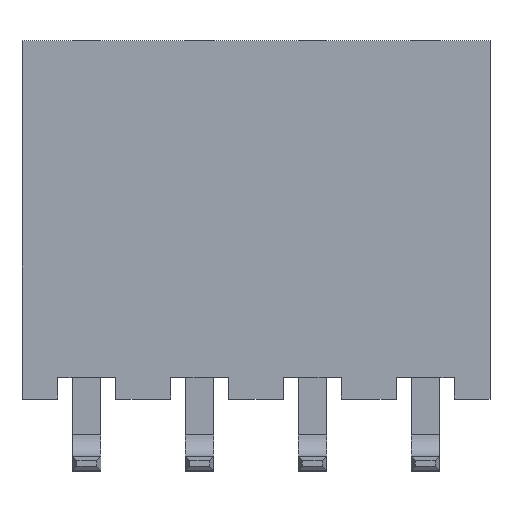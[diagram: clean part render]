
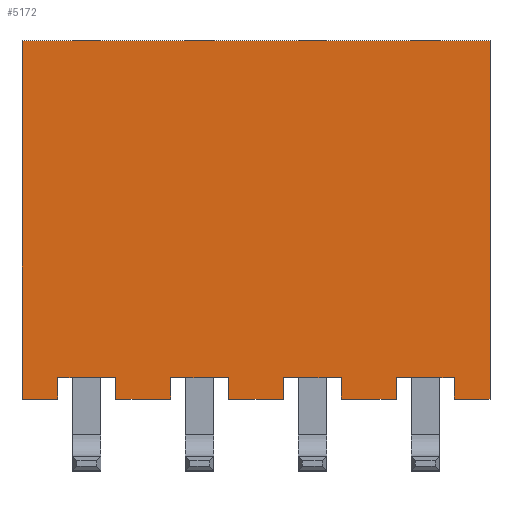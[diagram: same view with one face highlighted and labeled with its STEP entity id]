
A CAD part, top view. The second image highlights one B-rep face of the part: STEP entity #5172.
In plain terms, the highlighted planar face has unit normal (0, 0, 1).
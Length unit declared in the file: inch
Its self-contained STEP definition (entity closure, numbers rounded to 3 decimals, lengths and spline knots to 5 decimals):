
#1179=ORIENTED_EDGE('',*,*,#2114,.F.);
#1180=ORIENTED_EDGE('',*,*,#2062,.T.);
#1181=ORIENTED_EDGE('',*,*,#2115,.F.);
#1182=ORIENTED_EDGE('',*,*,#2116,.F.);
#1183=ORIENTED_EDGE('',*,*,#2117,.T.);
#1184=ORIENTED_EDGE('',*,*,#2076,.T.);
#1185=ORIENTED_EDGE('',*,*,#2118,.F.);
#1186=ORIENTED_EDGE('',*,*,#2119,.F.);
#1187=ORIENTED_EDGE('',*,*,#2120,.F.);
#1188=ORIENTED_EDGE('',*,*,#2072,.T.);
#1189=ORIENTED_EDGE('',*,*,#2121,.F.);
#1190=ORIENTED_EDGE('',*,*,#2122,.F.);
#1191=ORIENTED_EDGE('',*,*,#2123,.F.);
#1192=ORIENTED_EDGE('',*,*,#2068,.T.);
#1193=ORIENTED_EDGE('',*,*,#2124,.F.);
#1194=ORIENTED_EDGE('',*,*,#2125,.F.);
#1195=ORIENTED_EDGE('',*,*,#2126,.F.);
#1196=ORIENTED_EDGE('',*,*,#2064,.T.);
#1197=ORIENTED_EDGE('',*,*,#2127,.F.);
#1198=ORIENTED_EDGE('',*,*,#2128,.F.);
#2062=EDGE_CURVE('',#2603,#2606,#3210,.T.);
#2064=EDGE_CURVE('',#2609,#2607,#3212,.T.);
#2068=EDGE_CURVE('',#2613,#2611,#3216,.T.);
#2072=EDGE_CURVE('',#2617,#2615,#3220,.T.);
#2076=EDGE_CURVE('',#2621,#2619,#3224,.T.);
#2114=EDGE_CURVE('',#2603,#2653,#3262,.T.);
#2115=EDGE_CURVE('',#2654,#2606,#3263,.T.);
#2116=EDGE_CURVE('',#2655,#2654,#3264,.T.);
#2117=EDGE_CURVE('',#2655,#2621,#3265,.T.);
#2118=EDGE_CURVE('',#2656,#2619,#3266,.T.);
#2119=EDGE_CURVE('',#2657,#2656,#3267,.T.);
#2120=EDGE_CURVE('',#2617,#2657,#3268,.T.);
#2121=EDGE_CURVE('',#2658,#2615,#3269,.T.);
#2122=EDGE_CURVE('',#2659,#2658,#3270,.T.);
#2123=EDGE_CURVE('',#2613,#2659,#3271,.T.);
#2124=EDGE_CURVE('',#2660,#2611,#3272,.T.);
#2125=EDGE_CURVE('',#2661,#2660,#3273,.T.);
#2126=EDGE_CURVE('',#2609,#2661,#3274,.T.);
#2127=EDGE_CURVE('',#2662,#2607,#3275,.T.);
#2128=EDGE_CURVE('',#2653,#2662,#3276,.T.);
#2603=VERTEX_POINT('',#7975);
#2606=VERTEX_POINT('',#7980);
#2607=VERTEX_POINT('',#7984);
#2609=VERTEX_POINT('',#7987);
#2611=VERTEX_POINT('',#7993);
#2613=VERTEX_POINT('',#7996);
#2615=VERTEX_POINT('',#8002);
#2617=VERTEX_POINT('',#8005);
#2619=VERTEX_POINT('',#8011);
#2621=VERTEX_POINT('',#8014);
#2653=VERTEX_POINT('',#8091);
#2654=VERTEX_POINT('',#8093);
#2655=VERTEX_POINT('',#8095);
#2656=VERTEX_POINT('',#8098);
#2657=VERTEX_POINT('',#8100);
#2658=VERTEX_POINT('',#8103);
#2659=VERTEX_POINT('',#8105);
#2660=VERTEX_POINT('',#8108);
#2661=VERTEX_POINT('',#8110);
#2662=VERTEX_POINT('',#8113);
#3210=LINE('',#7981,#3886);
#3212=LINE('',#7986,#3888);
#3216=LINE('',#7995,#3892);
#3220=LINE('',#8004,#3896);
#3224=LINE('',#8013,#3900);
#3262=LINE('',#8090,#3938);
#3263=LINE('',#8092,#3939);
#3264=LINE('',#8094,#3940);
#3265=LINE('',#8096,#3941);
#3266=LINE('',#8097,#3942);
#3267=LINE('',#8099,#3943);
#3268=LINE('',#8101,#3944);
#3269=LINE('',#8102,#3945);
#3270=LINE('',#8104,#3946);
#3271=LINE('',#8106,#3947);
#3272=LINE('',#8107,#3948);
#3273=LINE('',#8109,#3949);
#3274=LINE('',#8111,#3950);
#3275=LINE('',#8112,#3951);
#3276=LINE('',#8114,#3952);
#3886=VECTOR('',#6560,39.37008);
#3888=VECTOR('',#6564,39.37008);
#3892=VECTOR('',#6570,39.37008);
#3896=VECTOR('',#6576,39.37008);
#3900=VECTOR('',#6582,39.37008);
#3938=VECTOR('',#6634,39.37008);
#3939=VECTOR('',#6635,39.37008);
#3940=VECTOR('',#6636,39.37008);
#3941=VECTOR('',#6637,39.37008);
#3942=VECTOR('',#6638,39.37008);
#3943=VECTOR('',#6639,39.37008);
#3944=VECTOR('',#6640,39.37008);
#3945=VECTOR('',#6641,39.37008);
#3946=VECTOR('',#6642,39.37008);
#3947=VECTOR('',#6643,39.37008);
#3948=VECTOR('',#6644,39.37008);
#3949=VECTOR('',#6645,39.37008);
#3950=VECTOR('',#6646,39.37008);
#3951=VECTOR('',#6647,39.37008);
#3952=VECTOR('',#6648,39.37008);
#4324=EDGE_LOOP('',(#1179,#1180,#1181,#1182,#1183,#1184,#1185,#1186,#1187,
#1188,#1189,#1190,#1191,#1192,#1193,#1194,#1195,#1196,#1197,#1198));
#4628=FACE_BOUND('',#4324,.T.);
#4892=PLANE('',#5527);
#5172=ADVANCED_FACE('',(#4628),#4892,.F.);
#5527=AXIS2_PLACEMENT_3D('',#8089,#6632,#6633);
#6560=DIRECTION('',(1.,0.,0.));
#6564=DIRECTION('',(1.,0.,0.));
#6570=DIRECTION('',(1.,0.,0.));
#6576=DIRECTION('',(1.,0.,0.));
#6582=DIRECTION('',(1.,0.,0.));
#6632=DIRECTION('',(0.,0.,-1.));
#6633=DIRECTION('',(-1.,0.,0.));
#6634=DIRECTION('',(0.,1.,0.));
#6635=DIRECTION('',(0.,-1.,0.));
#6636=DIRECTION('',(1.,0.,0.));
#6637=DIRECTION('',(0.,-1.,0.));
#6638=DIRECTION('',(0.,-1.,0.));
#6639=DIRECTION('',(-1.,0.,0.));
#6640=DIRECTION('',(0.,1.,0.));
#6641=DIRECTION('',(0.,-1.,0.));
#6642=DIRECTION('',(-1.,0.,0.));
#6643=DIRECTION('',(0.,1.,0.));
#6644=DIRECTION('',(0.,-1.,0.));
#6645=DIRECTION('',(-1.,0.,0.));
#6646=DIRECTION('',(0.,1.,0.));
#6647=DIRECTION('',(0.,-1.,0.));
#6648=DIRECTION('',(-1.,0.,0.));
#7975=CARTESIAN_POINT('',(0.30166,0.,0.0785));
#7980=CARTESIAN_POINT('',(0.32666,0.,0.0785));
#7981=CARTESIAN_POINT('',(0.,0.,0.0785));
#7984=CARTESIAN_POINT('',(0.26122,0.,0.0785));
#7986=CARTESIAN_POINT('',(0.,0.,0.0785));
#7987=CARTESIAN_POINT('',(0.22292,0.,0.0785));
#7993=CARTESIAN_POINT('',(0.18248,0.,0.0785));
#7995=CARTESIAN_POINT('',(0.,0.,0.0785));
#7996=CARTESIAN_POINT('',(0.14418,0.,0.0785));
#8002=CARTESIAN_POINT('',(0.10374,0.,0.0785));
#8004=CARTESIAN_POINT('',(0.,0.,0.0785));
#8005=CARTESIAN_POINT('',(0.06544,0.,0.0785));
#8011=CARTESIAN_POINT('',(0.025,0.,0.0785));
#8013=CARTESIAN_POINT('',(0.,0.,0.0785));
#8014=CARTESIAN_POINT('',(0.,0.,0.0785));
#8089=CARTESIAN_POINT('',(0.,0.25,0.0785));
#8090=CARTESIAN_POINT('',(0.30166,0.25,0.0785));
#8091=CARTESIAN_POINT('',(0.30166,0.015,0.0785));
#8092=CARTESIAN_POINT('',(0.32666,0.25,0.0785));
#8093=CARTESIAN_POINT('',(0.32666,0.25,0.0785));
#8094=CARTESIAN_POINT('',(0.,0.25,0.0785));
#8095=CARTESIAN_POINT('',(0.,0.25,0.0785));
#8096=CARTESIAN_POINT('',(0.,0.25,0.0785));
#8097=CARTESIAN_POINT('',(0.025,0.25,0.0785));
#8098=CARTESIAN_POINT('',(0.025,0.015,0.0785));
#8099=CARTESIAN_POINT('',(0.,0.015,0.0785));
#8100=CARTESIAN_POINT('',(0.06544,0.015,0.0785));
#8101=CARTESIAN_POINT('',(0.06544,0.25,0.0785));
#8102=CARTESIAN_POINT('',(0.10374,0.25,0.0785));
#8103=CARTESIAN_POINT('',(0.10374,0.015,0.0785));
#8104=CARTESIAN_POINT('',(0.,0.015,0.0785));
#8105=CARTESIAN_POINT('',(0.14418,0.015,0.0785));
#8106=CARTESIAN_POINT('',(0.14418,0.25,0.0785));
#8107=CARTESIAN_POINT('',(0.18248,0.25,0.0785));
#8108=CARTESIAN_POINT('',(0.18248,0.015,0.0785));
#8109=CARTESIAN_POINT('',(0.,0.015,0.0785));
#8110=CARTESIAN_POINT('',(0.22292,0.015,0.0785));
#8111=CARTESIAN_POINT('',(0.22292,0.25,0.0785));
#8112=CARTESIAN_POINT('',(0.26122,0.25,0.0785));
#8113=CARTESIAN_POINT('',(0.26122,0.015,0.0785));
#8114=CARTESIAN_POINT('',(0.,0.015,0.0785));
